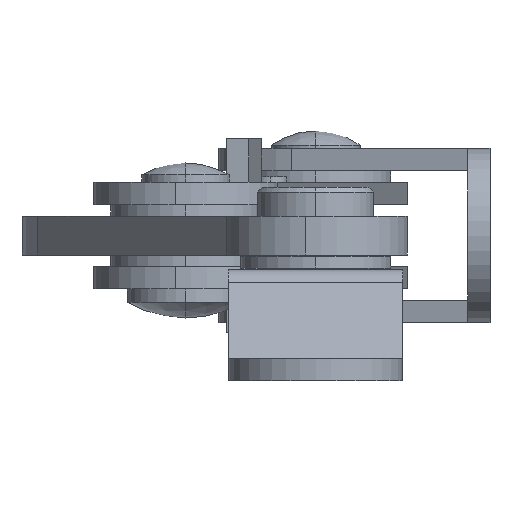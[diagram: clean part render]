
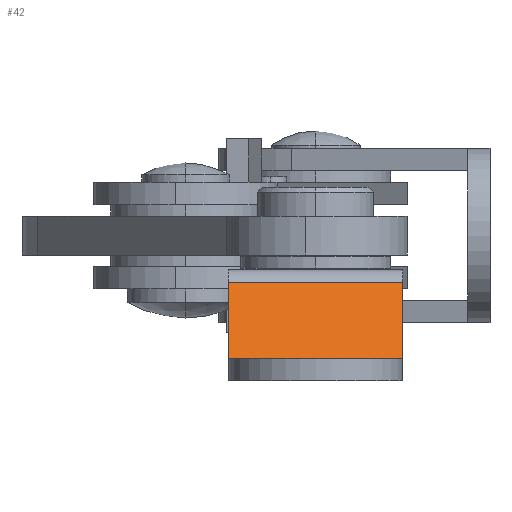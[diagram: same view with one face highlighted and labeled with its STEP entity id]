
A CAD part, left-side view. The second image highlights one B-rep face of the part: STEP entity #42.
In plain terms, the highlighted planar face has unit normal (-0.9, 0, 0.436).
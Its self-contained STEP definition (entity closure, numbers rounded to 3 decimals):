
#42 = ADVANCED_FACE ( 'NONE', ( #124 ), #119, .F. ) ;
#51 = EDGE_LOOP ( 'NONE', ( #8214, #8215, #8092, #8091 ) ) ;
#68 = EDGE_CURVE ( 'NONE', #8152, #70, #201, .T. ) ;
#70 = VERTEX_POINT ( 'NONE', #197 ) ;
#115 = DIRECTION ( 'NONE',  ( -0.436, 0., -0.9 ) ) ;
#116 = DIRECTION ( 'NONE',  ( 0.9, 0., -0.436 ) ) ;
#117 = CARTESIAN_POINT ( 'NONE',  ( -14., 9., 2.3 ) ) ;
#118 = AXIS2_PLACEMENT_3D ( 'NONE', #117, #116, #115 ) ;
#119 = PLANE ( 'NONE',  #118 ) ;
#124 = FACE_OUTER_BOUND ( 'NONE', #51, .T. ) ;
#197 = CARTESIAN_POINT ( 'NONE',  ( -10.17, -9., 10.203 ) ) ;
#198 = DIRECTION ( 'NONE',  ( 0.436, 0., 0.9 ) ) ;
#199 = VECTOR ( 'NONE', #198, 1000. ) ;
#200 = CARTESIAN_POINT ( 'NONE',  ( -14., -9., 2.3 ) ) ;
#201 = LINE ( 'NONE', #200, #199 ) ;
#4226 = CARTESIAN_POINT ( 'NONE',  ( -10.17, 9., 10.203 ) ) ;
#4227 = DIRECTION ( 'NONE',  ( 0.436, 0., 0.9 ) ) ;
#4228 = VECTOR ( 'NONE', #4227, 1000. ) ;
#4229 = CARTESIAN_POINT ( 'NONE',  ( -14., 9., 2.3 ) ) ;
#4230 = LINE ( 'NONE', #4229, #4228 ) ;
#4241 = DIRECTION ( 'NONE',  ( 0., -1., 0. ) ) ;
#4242 = VECTOR ( 'NONE', #4241, 1000. ) ;
#4243 = CARTESIAN_POINT ( 'NONE',  ( -10.17, 9., 10.203 ) ) ;
#4244 = LINE ( 'NONE', #4243, #4242 ) ;
#4297 = CARTESIAN_POINT ( 'NONE',  ( -14., 9., 2.3 ) ) ;
#4334 = DIRECTION ( 'NONE',  ( 0., -1., 0. ) ) ;
#4335 = VECTOR ( 'NONE', #4334, 1000. ) ;
#4336 = CARTESIAN_POINT ( 'NONE',  ( -14., 9., 2.3 ) ) ;
#4337 = LINE ( 'NONE', #4336, #4335 ) ;
#4338 = CARTESIAN_POINT ( 'NONE',  ( -14., -9., 2.3 ) ) ;
#8091 = ORIENTED_EDGE ( 'NONE', *, *, #8154, .T. ) ;
#8092 = ORIENTED_EDGE ( 'NONE', *, *, #8108, .F. ) ;
#8100 = EDGE_CURVE ( 'NONE', #8109, #70, #4244, .T. ) ;
#8108 = EDGE_CURVE ( 'NONE', #8139, #8109, #4230, .T. ) ;
#8109 = VERTEX_POINT ( 'NONE', #4226 ) ;
#8139 = VERTEX_POINT ( 'NONE', #4297 ) ;
#8152 = VERTEX_POINT ( 'NONE', #4338 ) ;
#8154 = EDGE_CURVE ( 'NONE', #8139, #8152, #4337, .T. ) ;
#8214 = ORIENTED_EDGE ( 'NONE', *, *, #68, .T. ) ;
#8215 = ORIENTED_EDGE ( 'NONE', *, *, #8100, .F. ) ;
